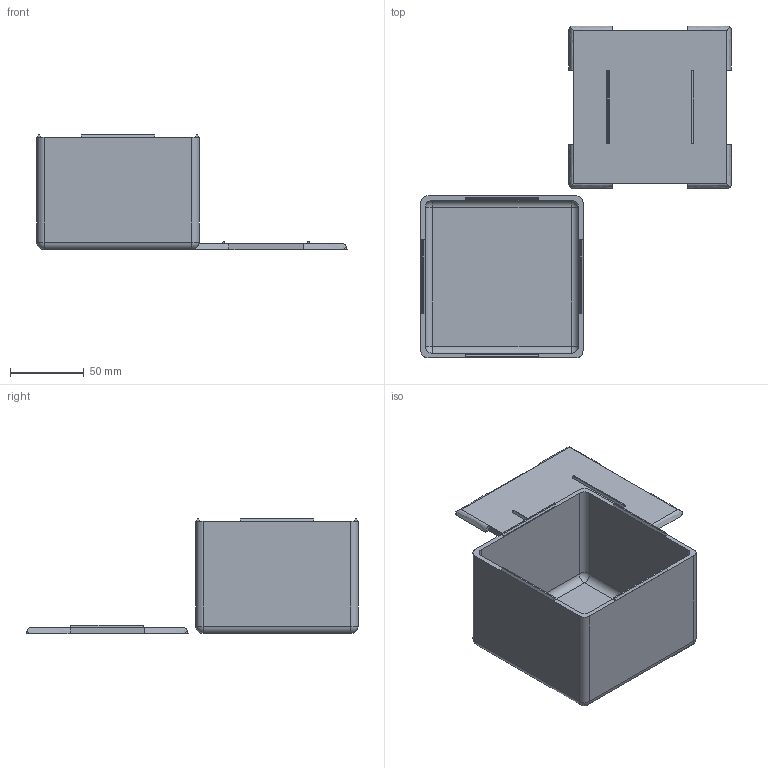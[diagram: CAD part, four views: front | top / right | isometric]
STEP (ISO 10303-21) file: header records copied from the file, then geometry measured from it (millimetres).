
FILE_DESCRIPTION(/* description */ (''),/* implementation_level */ '2;1');
FILE_NAME(/* name */ 'Storage_box_S.step',/* time_stamp */ '2025-07-01T22:06:10+09:00',/* author */ (''),/* organization */ (''),/* preprocessor_version */ 'ST-DEVELOPER v20.1',/* originating_system */ 'Autodesk Translation Framework v14.10.0.0',/* authorisation */ '');
FILE_SCHEMA (('AUTOMOTIVE_DESIGN { 1 0 10303 214 3 1 1 }'));
Length unit declared in the file: millimetre
Products named in the file (5): 2025-06-27-09-47-13-814; 2025-06-27-10-51-35-725; 2025-06-28-08-11-43-401; 2025-06-28-16-17-45-364; 2025-06-28-09-39-22-600
Assembly tree (4 placements, depth 3):
  2025-06-27-09-47-13-814
    2025-06-27-10-51-35-725
      2025-06-28-08-11-43-401
    2025-06-28-16-17-45-364
    2025-06-28-09-39-22-600
Bounding box: 210.46 x 225.14 x 77.99 mm (x, y, z)
Volume: 186281.3 mm3; surface area: 111191.1 mm2
Topology: 8 solids, 8 shells, 103 faces, 228 edges, 144 vertices
Faces by surface type: plane 63, cylinder 26, sphere 8, bspline 6
Entity records: 2997 total; most frequent: CARTESIAN_POINT 570, DIRECTION 496, ORIENTED_EDGE 456, EDGE_CURVE 228, AXIS2_PLACEMENT_3D 170, LINE 156, VECTOR 156, VERTEX_POINT 144
